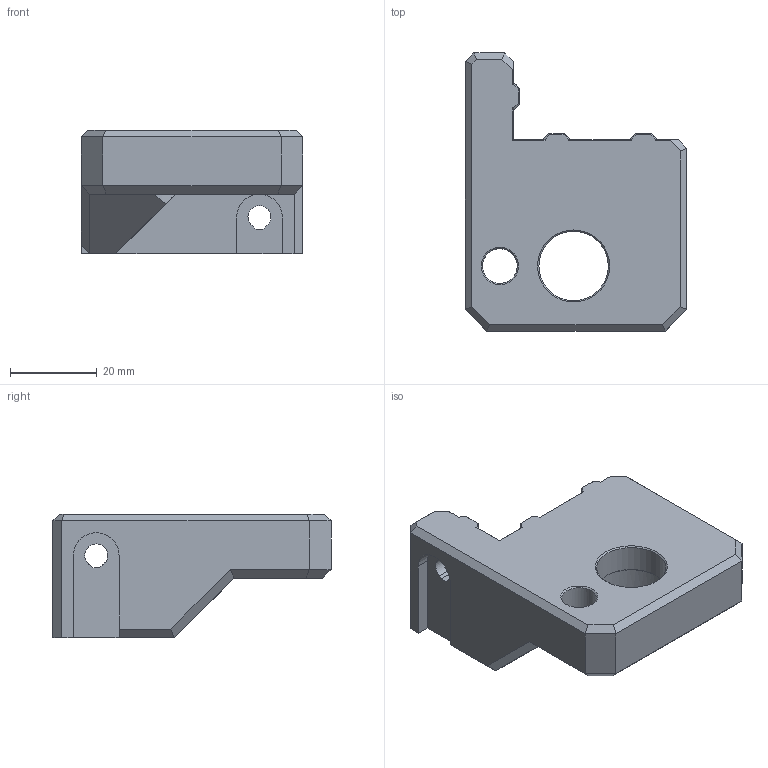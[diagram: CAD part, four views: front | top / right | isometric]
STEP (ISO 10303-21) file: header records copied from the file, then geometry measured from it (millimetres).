
FILE_DESCRIPTION(('FreeCAD Model'),'2;1');
FILE_NAME('z_stabalizer_left.step','2020-06-09T21:06:37',('Author'),('' ),'Open CASCADE STEP processor 7.4','FreeCAD','Unknown');
FILE_SCHEMA(('AUTOMOTIVE_DESIGN { 1 0 10303 214 1 1 1 1 }'));
Length unit declared in the file: millimetre
Products named in the file (1): z_stabalizer_left
Bounding box: 51.11 x 64.14 x 28.5 mm (x, y, z)
Volume: 39792.4 mm3; surface area: 11232.8 mm2
Topology: 1 solids, 1 shells, 110 faces, 296 edges, 185 vertices
Faces by surface type: plane 91, cone 11, cylinder 7, bspline 1
Full cylindrical faces by diameter (mm): 8 x1, 16 x1, 22 x1
Entity records: 7503 total; most frequent: CARTESIAN_POINT 1503, DIRECTION 1127, LINE 774, VECTOR 774, ORIENTED_EDGE 592, PCURVE 592, DEFINITIONAL_REPRESENTATION 592, EDGE_CURVE 296
